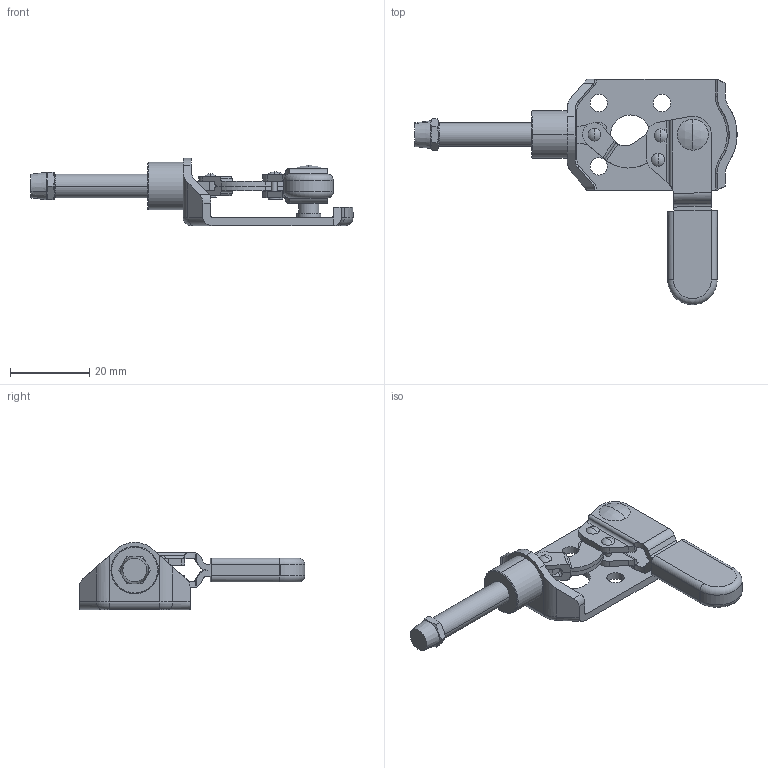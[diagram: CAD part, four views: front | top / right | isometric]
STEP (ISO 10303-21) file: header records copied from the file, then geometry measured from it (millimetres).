
FILE_DESCRIPTION (( 'STEP AP214' ), '1' );
FILE_NAME ('GH-301-CML(Â²¤Æ).STEP', '2020-06-11T03:07:36', ( 'LinWei' ), ( '' ), 'SwSTEP 2.0', 'SolidWorks 2016', '' );
FILE_SCHEMA (( 'AUTOMOTIVE_DESIGN' ));
Length unit declared in the file: millimetre
Products named in the file (6): GH-301-CML(簡化); 13605133-1^GH-301-CML(簡化); Group5^GH-301-CML(簡化); Group3^GH-301-CML(簡化); Group2^GH-301-CML(簡化); Group1^GH-301-CML(簡化)
Assembly tree (5 placements, depth 2):
  GH-301-CML(簡化)
    Group1^GH-301-CML(簡化)
    Group2^GH-301-CML(簡化)
    Group3^GH-301-CML(簡化)
    Group5^GH-301-CML(簡化)
    13605133-1^GH-301-CML(簡化)
Bounding box: 81.5 x 57 x 17 mm (x, y, z)
Volume: 7966.5 mm3; surface area: 8235.7 mm2
Topology: 6 solids, 6 shells, 273 faces, 690 edges, 445 vertices
Faces by surface type: cylinder 134, plane 97, torus 20, cone 14, sphere 8
Entity records: 9072 total; most frequent: CARTESIAN_POINT 1783, DIRECTION 1425, ORIENTED_EDGE 1376, EDGE_CURVE 688, AXIS2_PLACEMENT_3D 547, VERTEX_POINT 445, LINE 331, VECTOR 331
